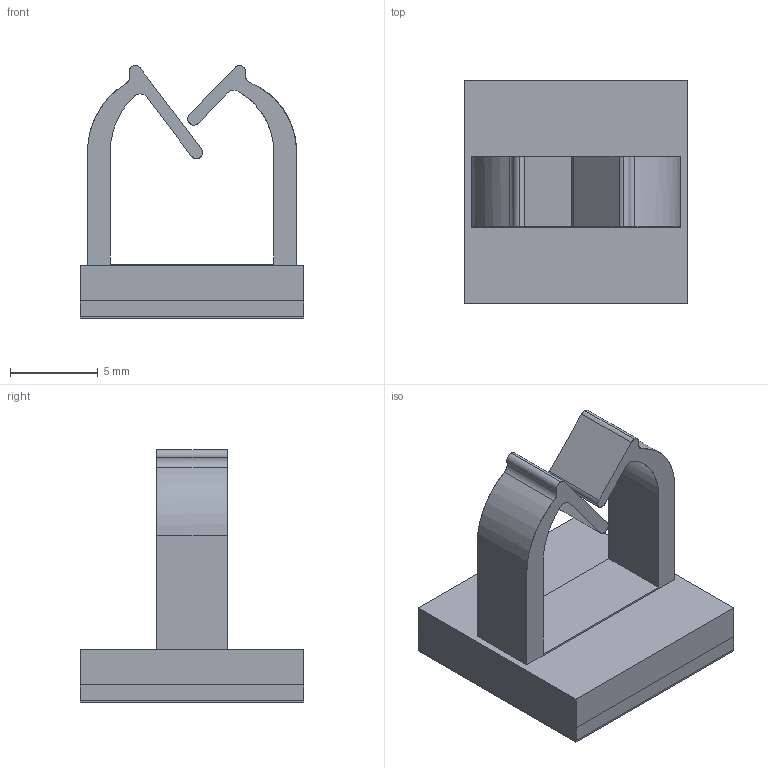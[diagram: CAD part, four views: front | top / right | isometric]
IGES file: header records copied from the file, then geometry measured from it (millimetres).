
Start section: C
Global section: file name: 522220000.igs; native system: By Siemens PLM Incorporated; preprocessor: XPlus GENERIC/IGES 21.0.46; author: Author; organization: Title; date: 20180716.144614; units: millimetre
Bounding box: 12.7 x 12.7 x 14.4 mm (x, y, z)
Surface area: 1446.4 mm2 (no closed solid volume)
Topology: 0 solids, 0 shells, 45 faces, 228 edges, 228 vertices
Faces by surface type: bspline 45
